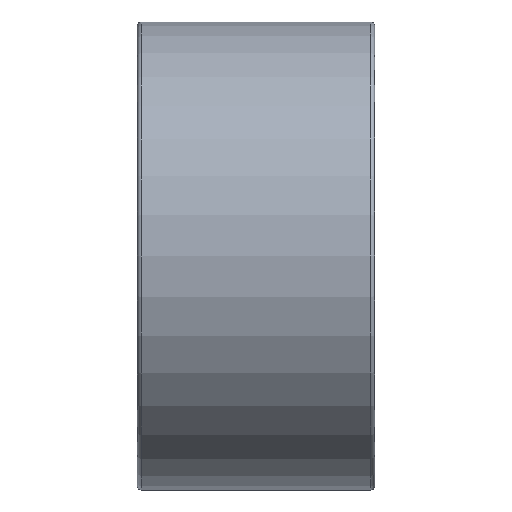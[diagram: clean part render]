
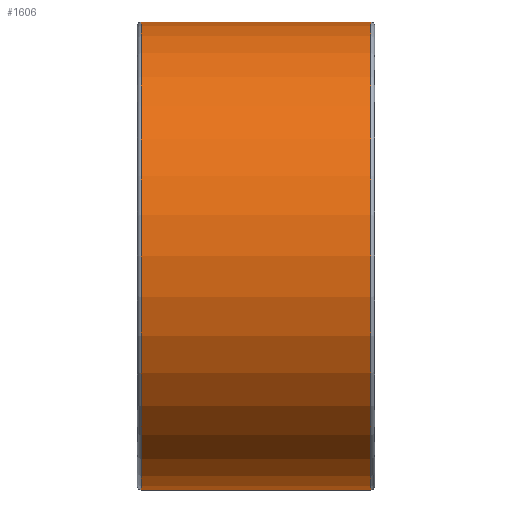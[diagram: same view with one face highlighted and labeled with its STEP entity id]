
A CAD part, left-side view. The second image highlights one B-rep face of the part: STEP entity #1606.
In plain terms, the highlighted cylindrical face has radius 14.275 mm (diameter 28.55 mm), a partial arc.
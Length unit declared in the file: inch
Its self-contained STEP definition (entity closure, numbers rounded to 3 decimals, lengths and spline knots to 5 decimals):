
#94 = DIRECTION ( 'NONE',  ( 0., 0., -1. ) ) ;
#132 = DIRECTION ( 'NONE',  ( 0., -1., 0. ) ) ;
#135 = CARTESIAN_POINT ( 'NONE',  ( 0., 0.57, 0. ) ) ;
#459 = CARTESIAN_POINT ( 'NONE',  ( 0., 0.56, 0.562 ) ) ;
#460 = CARTESIAN_POINT ( 'NONE',  ( 0., 0.56, -0.562 ) ) ;
#568 = CARTESIAN_POINT ( 'NONE',  ( 0., 0.01, 0.562 ) ) ;
#569 = CARTESIAN_POINT ( 'NONE',  ( 0., 0.01, -0.562 ) ) ;
#958 = CARTESIAN_POINT ( 'NONE',  ( 0., 0.57, -0.562 ) ) ;
#959 = DIRECTION ( 'NONE',  ( 0., -1., 0. ) ) ;
#988 = CARTESIAN_POINT ( 'NONE',  ( 0., 0.57, 0.562 ) ) ;
#989 = DIRECTION ( 'NONE',  ( 0., -1., 0. ) ) ;
#1022 = CARTESIAN_POINT ( 'NONE',  ( 0., 0.01, 0. ) ) ;
#1152 = EDGE_CURVE ( 'NONE', #1715, #1716, #2724, .T. ) ;
#1154 = EDGE_CURVE ( 'NONE', #1962, #1961, #2721, .T. ) ;
#1242 = AXIS2_PLACEMENT_3D ( 'NONE', #1738, #1737, #1725 ) ;
#1244 = AXIS2_PLACEMENT_3D ( 'NONE', #1022, #2134, #2127 ) ;
#1284 = AXIS2_PLACEMENT_3D ( 'NONE', #135, #132, #94 ) ;
#1606 = ADVANCED_FACE ( 'NONE', ( #2646 ), #2754, .T. ) ;
#1715 = VERTEX_POINT ( 'NONE', #459 ) ;
#1716 = VERTEX_POINT ( 'NONE', #460 ) ;
#1725 = DIRECTION ( 'NONE',  ( 0., 0., 1. ) ) ;
#1737 = DIRECTION ( 'NONE',  ( 0., -1., 0. ) ) ;
#1738 = CARTESIAN_POINT ( 'NONE',  ( 0., 0.56, 0. ) ) ;
#1961 = VERTEX_POINT ( 'NONE', #568 ) ;
#1962 = VERTEX_POINT ( 'NONE', #569 ) ;
#2011 = ORIENTED_EDGE ( 'NONE', *, *, #1154, .T. ) ;
#2088 = ORIENTED_EDGE ( 'NONE', *, *, #3089, .F. ) ;
#2090 = ORIENTED_EDGE ( 'NONE', *, *, #1152, .T. ) ;
#2091 = ORIENTED_EDGE ( 'NONE', *, *, #3076, .T. ) ;
#2127 = DIRECTION ( 'NONE',  ( 0., 0., 1. ) ) ;
#2134 = DIRECTION ( 'NONE',  ( 0., 1., 0. ) ) ;
#2577 = EDGE_LOOP ( 'NONE', ( #2088, #2090, #2091, #2011 ) ) ;
#2646 = FACE_OUTER_BOUND ( 'NONE', #2577, .T. ) ;
#2721 = CIRCLE ( 'NONE', #1244, 0.562 ) ;
#2724 = CIRCLE ( 'NONE', #1242, 0.562 ) ;
#2754 = CYLINDRICAL_SURFACE ( 'NONE', #1284, 0.562 ) ;
#3028 = VECTOR ( 'NONE', #989, 39.37008 ) ;
#3034 = LINE ( 'NONE', #988, #3028 ) ;
#3043 = LINE ( 'NONE', #958, #3045 ) ;
#3045 = VECTOR ( 'NONE', #959, 39.37008 ) ;
#3076 = EDGE_CURVE ( 'NONE', #1716, #1962, #3043, .T. ) ;
#3089 = EDGE_CURVE ( 'NONE', #1715, #1961, #3034, .T. ) ;
